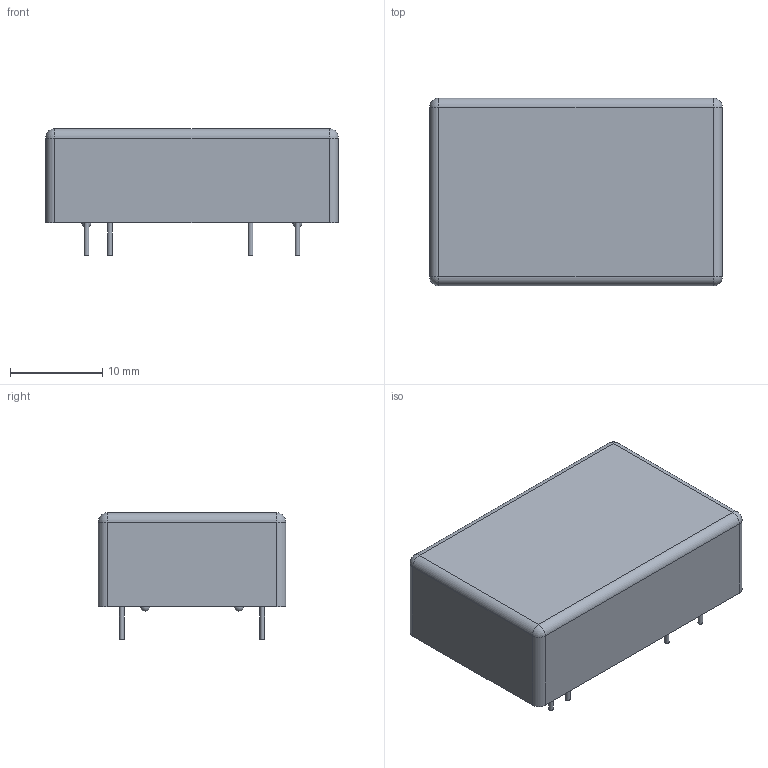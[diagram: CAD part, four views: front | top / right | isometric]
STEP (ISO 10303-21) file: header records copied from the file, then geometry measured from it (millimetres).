
FILE_DESCRIPTION(/* description */ (''),/* implementation_level */ '2;1');
FILE_NAME(/* name */ 'AM3T-RVZ.step',/* time_stamp */ '2023-03-20T13:53:14-04:00',/* author */ (''),/* organization */ (''),/* preprocessor_version */ 'ST-DEVELOPER v19.2',/* originating_system */ 'Autodesk Translation Framework v11.17.0.187',/* authorisation */ '');
FILE_SCHEMA (('AUTOMOTIVE_DESIGN { 1 0 10303 214 3 1 1 }'));
Length unit declared in the file: millimetre
Products named in the file (1): AM3T-RVZ
Bounding box: 31.75 x 20.32 x 13.7 mm (x, y, z)
Volume: 6522 mm3; surface area: 2358.1 mm2
Topology: 1 solids, 1 shells, 75 faces, 136 edges, 84 vertices
Faces by surface type: cylinder 34, plane 33, sphere 8
Full cylindrical faces by diameter (mm): 0.5 x24
Entity records: 1846 total; most frequent: DIRECTION 356, CARTESIAN_POINT 288, ORIENTED_EDGE 256, AXIS2_PLACEMENT_3D 152, EDGE_CURVE 128, EDGE_LOOP 104, VERTEX_POINT 84, CIRCLE 76
